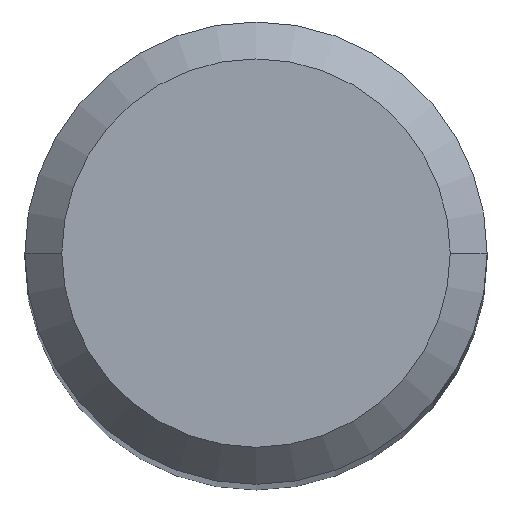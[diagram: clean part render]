
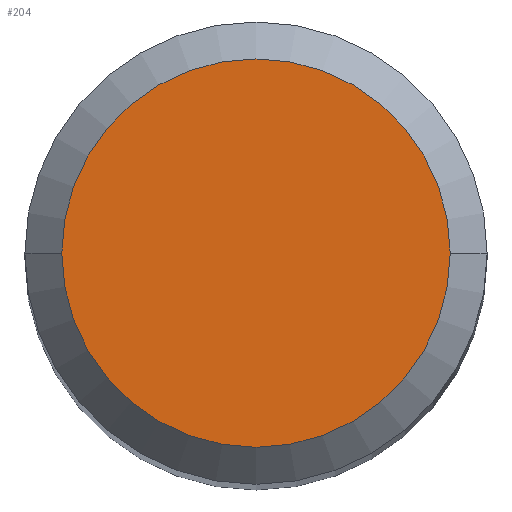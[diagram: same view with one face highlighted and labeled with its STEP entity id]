
A CAD part, top view. The second image highlights one B-rep face of the part: STEP entity #204.
In plain terms, the highlighted planar face has unit normal (0, 0, 1).
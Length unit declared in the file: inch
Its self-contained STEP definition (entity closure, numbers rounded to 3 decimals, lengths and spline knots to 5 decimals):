
#27 = CARTESIAN_POINT ( 'NONE',  ( 0.07875, 0., 2. ) ) ;
#31 = EDGE_LOOP ( 'NONE', ( #209, #150 ) ) ;
#44 = CARTESIAN_POINT ( 'NONE',  ( 0., 0., 2. ) ) ;
#64 = DIRECTION ( 'NONE',  ( 0., 0., 1. ) ) ;
#73 = VERTEX_POINT ( 'NONE', #288 ) ;
#74 = CARTESIAN_POINT ( 'NONE',  ( 0., 0., 2. ) ) ;
#103 = DIRECTION ( 'NONE',  ( 0., 0., 1. ) ) ;
#115 = DIRECTION ( 'NONE',  ( 1., 0., 0. ) ) ;
#150 = ORIENTED_EDGE ( 'NONE', *, *, #245, .T. ) ;
#151 = AXIS2_PLACEMENT_3D ( 'NONE', #74, #103, #276 ) ;
#167 = FACE_OUTER_BOUND ( 'NONE', #31, .T. ) ;
#170 = CIRCLE ( 'NONE', #243, 0.07875 ) ;
#196 = DIRECTION ( 'NONE',  ( 1., 0., 0. ) ) ;
#204 = ADVANCED_FACE ( 'NONE', ( #167 ), #266, .T. ) ;
#209 = ORIENTED_EDGE ( 'NONE', *, *, #273, .T. ) ;
#236 = DIRECTION ( 'NONE',  ( 0., 0., 1. ) ) ;
#243 = AXIS2_PLACEMENT_3D ( 'NONE', #44, #236, #115 ) ;
#245 = EDGE_CURVE ( 'NONE', #253, #73, #170, .T. ) ;
#253 = VERTEX_POINT ( 'NONE', #27 ) ;
#266 = PLANE ( 'NONE',  #317 ) ;
#273 = EDGE_CURVE ( 'NONE', #73, #253, #294, .T. ) ;
#276 = DIRECTION ( 'NONE',  ( 1., 0., 0. ) ) ;
#288 = CARTESIAN_POINT ( 'NONE',  ( -0.07875, 0., 2. ) ) ;
#293 = CARTESIAN_POINT ( 'NONE',  ( 0., 0., 2. ) ) ;
#294 = CIRCLE ( 'NONE', #151, 0.07875 ) ;
#317 = AXIS2_PLACEMENT_3D ( 'NONE', #293, #64, #196 ) ;
